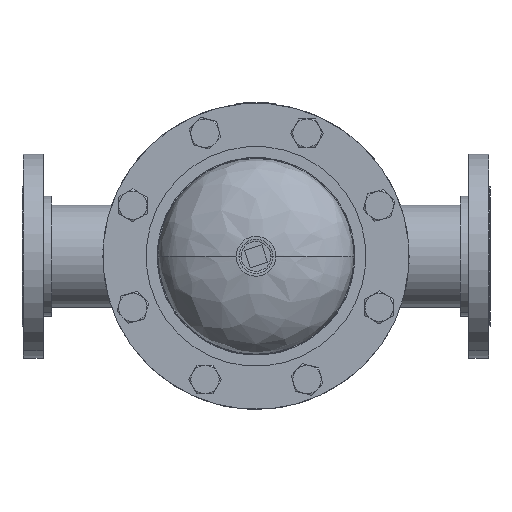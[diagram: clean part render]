
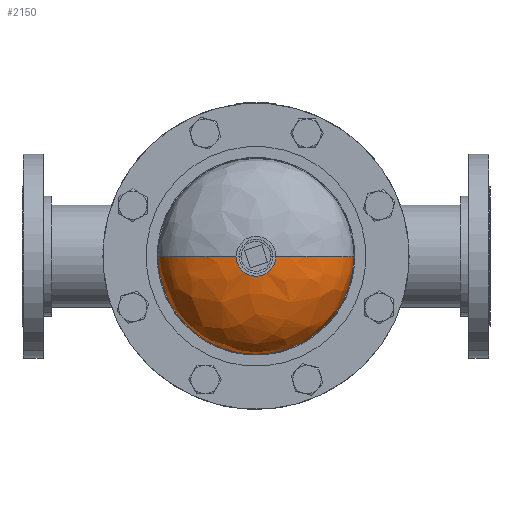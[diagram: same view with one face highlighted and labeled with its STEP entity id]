
A CAD part, front view. The second image highlights one B-rep face of the part: STEP entity #2150.
In plain terms, the highlighted free-form (B-spline) face has degree [3, 3] with [4, 4] control points.
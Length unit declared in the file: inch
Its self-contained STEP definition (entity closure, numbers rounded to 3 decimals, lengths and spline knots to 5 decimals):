
#366 = CARTESIAN_POINT ( 'NONE',  ( -0.75, 3.96469, 0. ) ) ;
#383 = DIRECTION ( 'NONE',  ( 0., 1., 0. ) ) ;
#987 = CARTESIAN_POINT ( 'NONE',  ( -4.3125, 1.68275, 0. ) ) ;
#1099 = CARTESIAN_POINT ( 'NONE',  ( 4.3125, 1.68275, 0. ) ) ;
#1212 = VERTEX_POINT ( 'NONE', #2855 ) ;
#1215 = CARTESIAN_POINT ( 'NONE',  ( 0.75, 3.96469, 1.5 ) ) ;
#1918 = CARTESIAN_POINT ( 'NONE',  ( 2.90565, 3.76013, 5.81131 ) ) ;
#2150 = ADVANCED_FACE ( 'NONE', ( #3689 ), #6594, .T. ) ;
#2502 = CARTESIAN_POINT ( 'NONE',  ( 0., 1.68275, 0. ) ) ;
#2683 = CARTESIAN_POINT ( 'NONE',  ( 2.90565, 3.76013, 0. ) ) ;
#2759 = CARTESIAN_POINT ( 'NONE',  ( -4.3125, 2.85898, 0. ) ) ;
#2855 = CARTESIAN_POINT ( 'NONE',  ( 0.75, 3.96469, 0. ) ) ;
#2878 = CIRCLE ( 'NONE', #5143, 0.75 ) ;
#3022 = CARTESIAN_POINT ( 'NONE',  ( -4.3125, 2.85898, 0. ) ) ;
#3057 = CIRCLE ( 'NONE', #4747, 4.3125 ) ;
#3289 = VERTEX_POINT ( 'NONE', #6769 ) ;
#3599 = ORIENTED_EDGE ( 'NONE', *, *, #8164, .F. ) ;
#3689 = FACE_OUTER_BOUND ( 'NONE', #7760, .T. ) ;
#3740 = CARTESIAN_POINT ( 'NONE',  ( 4.3125, 1.68275, 8.625 ) ) ;
#3913 = ORIENTED_EDGE ( 'NONE', *, *, #11239, .F. ) ;
#4132 = CARTESIAN_POINT ( 'NONE',  ( -2.90565, 3.76013, 0. ) ) ;
#4690 = CARTESIAN_POINT ( 'NONE',  ( -4.3125, 2.85898, 8.625 ) ) ;
#4747 = AXIS2_PLACEMENT_3D ( 'NONE', #2502, #11505, #9759 ) ;
#4752 = CARTESIAN_POINT ( 'NONE',  ( -2.90565, 3.76013, 5.81131 ) ) ;
#4811 = CARTESIAN_POINT ( 'NONE',  ( -0.75, 3.96469, 0. ) ) ;
#5004 = CARTESIAN_POINT ( 'NONE',  ( 4.3125, 2.85898, 0. ) ) ;
#5143 = AXIS2_PLACEMENT_3D ( 'NONE', #8913, #5417, #8019 ) ;
#5304 = ORIENTED_EDGE ( 'NONE', *, *, #5408, .F. ) ;
#5408 = EDGE_CURVE ( 'NONE', #6415, #11437, #2878, .T. ) ;
#5417 = DIRECTION ( 'NONE',  ( 0., 1., 0. ) ) ;
#5469 = CARTESIAN_POINT ( 'NONE',  ( 4.3125, 2.85898, 0. ) ) ;
#5626 = CARTESIAN_POINT ( 'NONE',  ( -0.75, 3.96469, 1.5 ) ) ;
#5674 = CARTESIAN_POINT ( 'NONE',  ( 0., 3.96469, 0. ) ) ;
#5754 =( BOUNDED_CURVE ( )  B_SPLINE_CURVE ( 3, ( #8646, #3022, #4132, #6751 ),
 .UNSPECIFIED., .F., .T. ) 
 B_SPLINE_CURVE_WITH_KNOTS ( ( 4, 4 ),
 ( 0., 1.39599 ),
 .UNSPECIFIED. ) 
 CURVE ( )  GEOMETRIC_REPRESENTATION_ITEM ( )  RATIONAL_B_SPLINE_CURVE ( ( 1., 0.844, 0.844, 1. ) ) 
 REPRESENTATION_ITEM ( '' )  );
#5775 = ORIENTED_EDGE ( 'NONE', *, *, #9933, .F. ) ;
#5990 = CARTESIAN_POINT ( 'NONE',  ( -4.3125, 1.68275, 0. ) ) ;
#6074 = VERTEX_POINT ( 'NONE', #5990 ) ;
#6415 = VERTEX_POINT ( 'NONE', #366 ) ;
#6594 =( BOUNDED_SURFACE ( )  B_SPLINE_SURFACE ( 3, 3, ( 
 ( #1099, #3740, #9194, #987 ),
 ( #5469, #10925, #4690, #2759 ),
 ( #7354, #1918, #4752, #10172 ),
 ( #8297, #1215, #5626, #4811 ) ),
 .UNSPECIFIED., .F., .F., .T. ) 
 B_SPLINE_SURFACE_WITH_KNOTS ( ( 4, 4 ),
 ( 4, 4 ),
 ( 0., 1. ),
 ( 0., 1. ),
 .UNSPECIFIED. ) 
 GEOMETRIC_REPRESENTATION_ITEM ( )  RATIONAL_B_SPLINE_SURFACE ( (
 ( 1., 0.333, 0.333, 1.),
 ( 0.844, 0.281, 0.281, 0.844),
 ( 0.844, 0.281, 0.281, 0.844),
 ( 1., 0.333, 0.333, 1.) ) ) 
 REPRESENTATION_ITEM ( '' )  SURFACE ( )  );
#6751 = CARTESIAN_POINT ( 'NONE',  ( -0.75, 3.96469, 0. ) ) ;
#6769 = CARTESIAN_POINT ( 'NONE',  ( 4.3125, 1.68275, 0. ) ) ;
#7235 = CARTESIAN_POINT ( 'NONE',  ( 4.3125, 1.68275, 0. ) ) ;
#7354 = CARTESIAN_POINT ( 'NONE',  ( 2.90565, 3.76013, 0. ) ) ;
#7427 = EDGE_CURVE ( 'NONE', #3289, #1212, #8180, .T. ) ;
#7760 = EDGE_LOOP ( 'NONE', ( #5775, #3913, #11210, #3599, #5304 ) ) ;
#8005 = CARTESIAN_POINT ( 'NONE',  ( 0., 3.96469, 0.75 ) ) ;
#8019 = DIRECTION ( 'NONE',  ( 1., 0., 0. ) ) ;
#8024 = CIRCLE ( 'NONE', #10996, 0.75 ) ;
#8164 = EDGE_CURVE ( 'NONE', #11437, #1212, #8024, .T. ) ;
#8180 =( BOUNDED_CURVE ( )  B_SPLINE_CURVE ( 3, ( #7235, #5004, #2683, #8227 ),
 .UNSPECIFIED., .F., .T. ) 
 B_SPLINE_CURVE_WITH_KNOTS ( ( 4, 4 ),
 ( 0., 1.39599 ),
 .UNSPECIFIED. ) 
 CURVE ( )  GEOMETRIC_REPRESENTATION_ITEM ( )  RATIONAL_B_SPLINE_CURVE ( ( 1., 0.844, 0.844, 1. ) ) 
 REPRESENTATION_ITEM ( '' )  );
#8227 = CARTESIAN_POINT ( 'NONE',  ( 0.75, 3.96469, 0. ) ) ;
#8297 = CARTESIAN_POINT ( 'NONE',  ( 0.75, 3.96469, 0. ) ) ;
#8646 = CARTESIAN_POINT ( 'NONE',  ( -4.3125, 1.68275, 0. ) ) ;
#8913 = CARTESIAN_POINT ( 'NONE',  ( 0., 3.96469, 0. ) ) ;
#9194 = CARTESIAN_POINT ( 'NONE',  ( -4.3125, 1.68275, 8.625 ) ) ;
#9303 = DIRECTION ( 'NONE',  ( 1., 0., 0. ) ) ;
#9759 = DIRECTION ( 'NONE',  ( 1., 0., 0. ) ) ;
#9933 = EDGE_CURVE ( 'NONE', #6074, #6415, #5754, .T. ) ;
#10172 = CARTESIAN_POINT ( 'NONE',  ( -2.90565, 3.76013, 0. ) ) ;
#10925 = CARTESIAN_POINT ( 'NONE',  ( 4.3125, 2.85898, 8.625 ) ) ;
#10996 = AXIS2_PLACEMENT_3D ( 'NONE', #5674, #383, #9303 ) ;
#11210 = ORIENTED_EDGE ( 'NONE', *, *, #7427, .T. ) ;
#11239 = EDGE_CURVE ( 'NONE', #3289, #6074, #3057, .T. ) ;
#11437 = VERTEX_POINT ( 'NONE', #8005 ) ;
#11505 = DIRECTION ( 'NONE',  ( 0., -1., 0. ) ) ;
